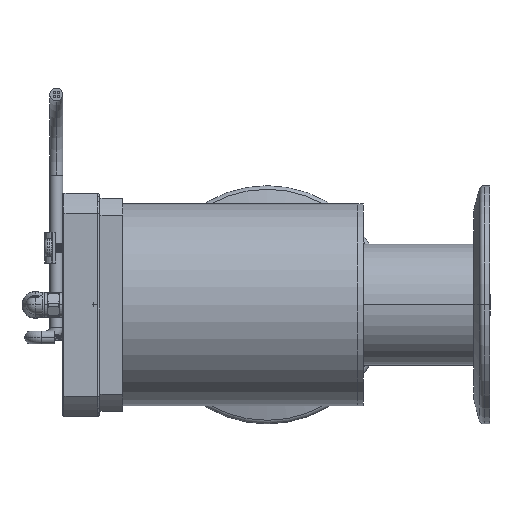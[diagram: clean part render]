
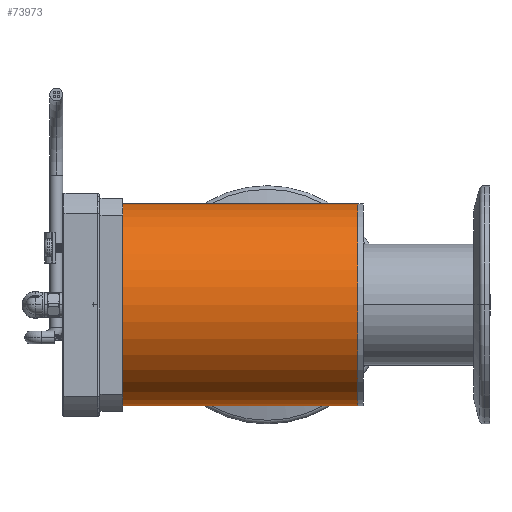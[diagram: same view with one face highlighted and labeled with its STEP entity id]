
A CAD part, left-side view. The second image highlights one B-rep face of the part: STEP entity #73973.
In plain terms, the highlighted cylindrical face has radius 31.75 mm (diameter 63.5 mm), a partial arc.
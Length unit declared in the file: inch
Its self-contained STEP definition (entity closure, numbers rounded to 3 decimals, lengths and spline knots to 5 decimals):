
#2495 = ORIENTED_EDGE ( 'NONE', *, *, #27110, .T. ) ;
#5363 = DIRECTION ( 'NONE',  ( 0., 0., 1. ) ) ;
#11778 = DIRECTION ( 'NONE',  ( 0., 0., -1. ) ) ;
#12732 = DIRECTION ( 'NONE',  ( 0., -1., 0. ) ) ;
#12872 = LINE ( 'NONE', #73793, #55530 ) ;
#13598 = LINE ( 'NONE', #68206, #41917 ) ;
#15677 = CARTESIAN_POINT ( 'NONE',  ( 0., -0.17906, 1.25 ) ) ;
#24285 = DIRECTION ( 'NONE',  ( 0., 0., 1. ) ) ;
#26570 = ORIENTED_EDGE ( 'NONE', *, *, #48839, .F. ) ;
#27006 = EDGE_CURVE ( 'NONE', #65576, #64391, #36041, .T. ) ;
#27110 = EDGE_CURVE ( 'NONE', #28141, #39695, #31812, .T. ) ;
#28141 = VERTEX_POINT ( 'NONE', #45319 ) ;
#31812 = CIRCLE ( 'NONE', #40500, 1.25 ) ;
#32549 = CARTESIAN_POINT ( 'NONE',  ( 0., 2.79594, -1.25 ) ) ;
#33039 = EDGE_CURVE ( 'NONE', #65576, #28141, #13598, .T. ) ;
#36041 = CIRCLE ( 'NONE', #82168, 1.25 ) ;
#37737 = AXIS2_PLACEMENT_3D ( 'NONE', #46934, #40587, #11778 ) ;
#39205 = ORIENTED_EDGE ( 'NONE', *, *, #33039, .T. ) ;
#39615 = CARTESIAN_POINT ( 'NONE',  ( 0., 2.79594, 0. ) ) ;
#39695 = VERTEX_POINT ( 'NONE', #15677 ) ;
#40500 = AXIS2_PLACEMENT_3D ( 'NONE', #54502, #60371, #5363 ) ;
#40587 = DIRECTION ( 'NONE',  ( 0., -1., 0. ) ) ;
#41917 = VECTOR ( 'NONE', #12732, 39.37008 ) ;
#42547 = EDGE_LOOP ( 'NONE', ( #26570, #75868, #39205, #2495 ) ) ;
#44603 = DIRECTION ( 'NONE',  ( 0., 1., 0. ) ) ;
#45319 = CARTESIAN_POINT ( 'NONE',  ( 0., -0.17906, -1.25 ) ) ;
#46934 = CARTESIAN_POINT ( 'NONE',  ( 0., 2.79594, 0. ) ) ;
#48839 = EDGE_CURVE ( 'NONE', #64391, #39695, #12872, .T. ) ;
#54502 = CARTESIAN_POINT ( 'NONE',  ( 0., -0.17906, 0. ) ) ;
#55032 = FACE_OUTER_BOUND ( 'NONE', #42547, .T. ) ;
#55530 = VECTOR ( 'NONE', #89083, 39.37008 ) ;
#60371 = DIRECTION ( 'NONE',  ( 0., 1., 0. ) ) ;
#64391 = VERTEX_POINT ( 'NONE', #68489 ) ;
#65576 = VERTEX_POINT ( 'NONE', #32549 ) ;
#68206 = CARTESIAN_POINT ( 'NONE',  ( 0., 2.79594, -1.25 ) ) ;
#68489 = CARTESIAN_POINT ( 'NONE',  ( 0., 2.79594, 1.25 ) ) ;
#73793 = CARTESIAN_POINT ( 'NONE',  ( 0., 2.79594, 1.25 ) ) ;
#73973 = ADVANCED_FACE ( 'NONE', ( #55032 ), #88421, .T. ) ;
#75868 = ORIENTED_EDGE ( 'NONE', *, *, #27006, .F. ) ;
#82168 = AXIS2_PLACEMENT_3D ( 'NONE', #39615, #44603, #24285 ) ;
#88421 = CYLINDRICAL_SURFACE ( 'NONE', #37737, 1.25 ) ;
#89083 = DIRECTION ( 'NONE',  ( 0., -1., 0. ) ) ;
